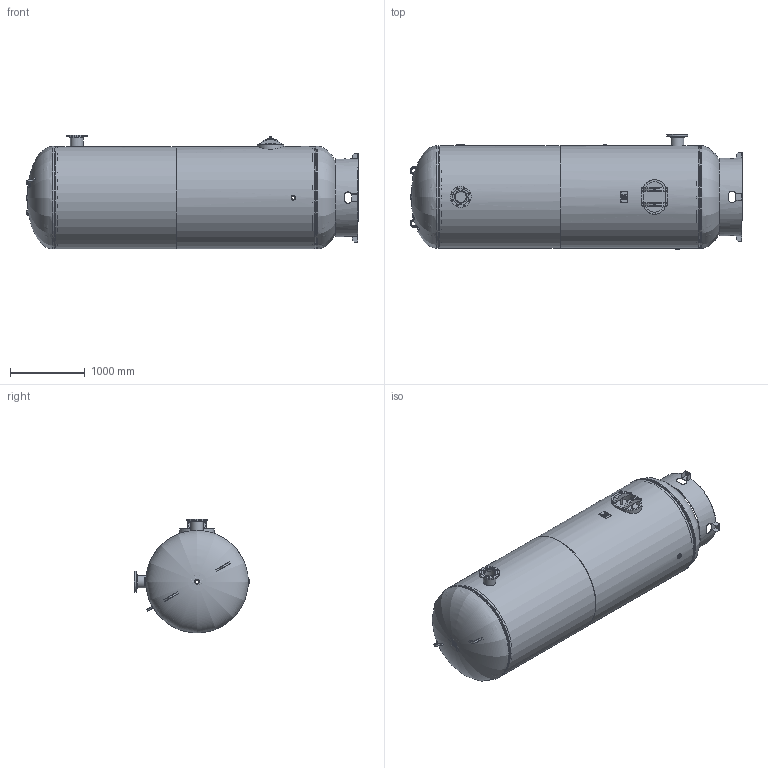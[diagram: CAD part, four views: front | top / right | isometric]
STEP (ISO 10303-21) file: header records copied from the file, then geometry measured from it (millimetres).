
FILE_DESCRIPTION(/* description */ ('54 X 166 165# VERT ASME STOCK 1550 GAL W/6" IN/OUTLET'),/* implementation_level */ '2;1');
FILE_NAME(/* name */ 'SPVG_C100898-X.stp',/* time_stamp */ '2020-08-28T13:33:52-05:00',/* author */ ('kim.thoune'),/* organization */ (''),/* preprocessor_version */ 'ST-DEVELOPER v17.2',/* originating_system */ 'Autodesk Inventor 2019',/* authorisation */ '');
FILE_SCHEMA (('AUTOMOTIVE_DESIGN { 1 0 10303 214 3 1 1 }'));
Length unit declared in the file: inch
Products named in the file (21): C100898-X; 37-3063; 37-3064; C100898-X-3HD; 910-693; C100898-X-4HD; 910-693_1; S102141; S102141-1MAR; S102021; F100250; F101000; F101250; F103001; 43-925; S102153; 45-596; S102153-2; 60-140; 64-053; 64-784
Assembly tree (29 placements, depth 3):
  C100898-X
    37-3063
    37-3064
    C100898-X-3HD
      910-693
    C100898-X-4HD
      910-693_1
    S102141
      S102141-1MAR
      S102021  x4
    F100250
    F101000
    F101250  x3
    F103001
    43-925
    S102153  x2
      45-596
      S102153-2
    60-140
      64-053
    64-784  x4
Bounding box: 4437.57 x 1539.39 x 1523.52 mm (x, y, z)
Volume: 143648886.2 mm3; surface area: 42346687.9 mm2
Topology: 28 solids, 28 shells, 689 faces, 1784 edges, 1184 vertices
Faces by surface type: plane 360, cylinder 177, bspline 88, torus 55, cone 9
Full cylindrical faces by diameter (mm): 6.35 x4, 11.455 x1, 22.225 x20, 23.019 x2, 26.987 x1, 30.302 x1, 43.256 x1, 44.45 x1, 44.856 x3, 46.037 x1, 49.212 x3, 50.8 x3, 53.975 x3, 60.325 x1, 63.5 x3, 82.55 x1, 96.837 x1, 98.425 x1, 107.95 x1, 146.329 x2, 168.275 x2, 170.688 x2, 171.45 x2, 192.1 x2, 215.9 x2, 279.4 x2, 1028.7 x1, 1041.4 x1, 1339.875 x2, 1355.725 x4
Entity records: 22928 total; most frequent: CARTESIAN_POINT 9241, ORIENTED_EDGE 2724, DIRECTION 2547, EDGE_CURVE 1362, AXIS2_PLACEMENT_3D 925, VERTEX_POINT 910, LINE 697, VECTOR 697
